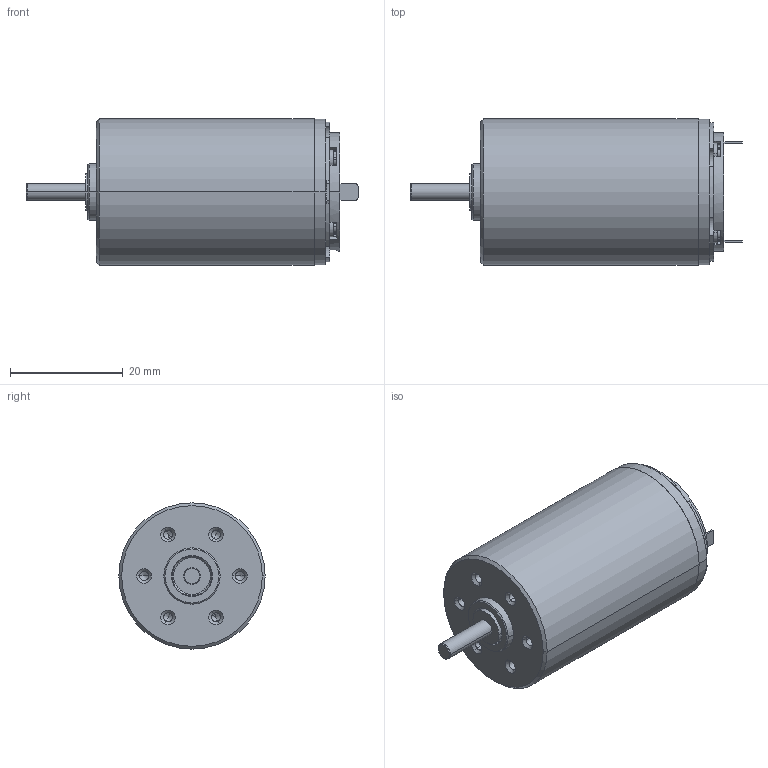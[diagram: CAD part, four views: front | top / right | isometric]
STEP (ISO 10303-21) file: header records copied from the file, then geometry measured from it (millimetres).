
FILE_DESCRIPTION((''),'2;1');
FILE_NAME('26N58_110_1','2015-11-06T',('vinayak.bharmal'),(''),'PRO/ENGINEER BY PARAMETRIC TECHNOLOGY CORPORATION, 2014310','PRO/ENGINEER BY PARAMETRIC TECHNOLOGY CORPORATION, 2014310','');
FILE_SCHEMA(('CONFIG_CONTROL_DESIGN'));
Length unit declared in the file: millimetre
Products named in the file (1): 26N58_110_1
Bounding box: 59 x 26 x 26 mm (x, y, z)
Volume: 22261.8 mm3; surface area: 6526.8 mm2
Topology: 1 solids, 5 shells, 315 faces, 833 edges, 546 vertices
Faces by surface type: plane 130, cylinder 111, cone 66, torus 8
Entity records: 9994 total; most frequent: CARTESIAN_POINT 1846, DIRECTION 1808, ORIENTED_EDGE 1642, EDGE_CURVE 821, AXIS2_PLACEMENT_3D 696, VERTEX_POINT 546, VECTOR 416, LINE 416
